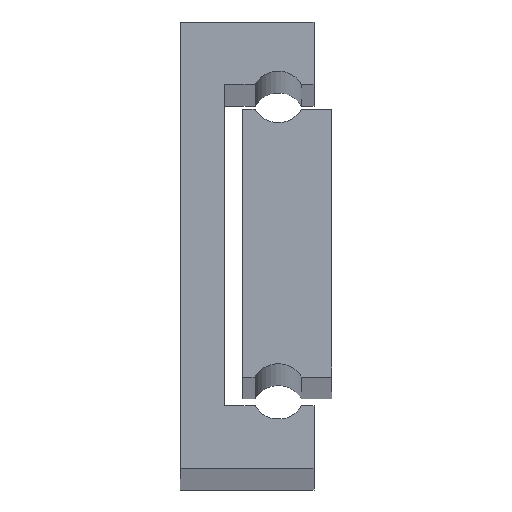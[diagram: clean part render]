
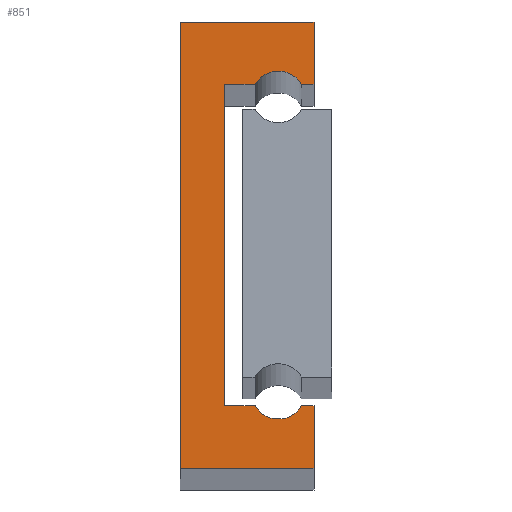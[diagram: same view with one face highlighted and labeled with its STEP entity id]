
A CAD part, top view. The second image highlights one B-rep face of the part: STEP entity #851.
In plain terms, the highlighted planar face has unit normal (0, 0, 1).
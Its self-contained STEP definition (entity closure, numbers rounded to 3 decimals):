
#62 = CARTESIAN_POINT ( 'NONE',  ( 11., 41.5, 700. ) ) ;
#68 = PLANE ( 'NONE',  #1973 ) ;
#75 = CARTESIAN_POINT ( 'NONE',  ( 15., 50., 700. ) ) ;
#90 = CARTESIAN_POINT ( 'NONE',  ( 5., 43., 700. ) ) ;
#130 = CARTESIAN_POINT ( 'NONE',  ( 15., 0., 700. ) ) ;
#184 = LINE ( 'NONE', #1241, #1614 ) ;
#212 = DIRECTION ( 'NONE',  ( -1., 0., 0. ) ) ;
#221 = CARTESIAN_POINT ( 'NONE',  ( 15., 7., 700. ) ) ;
#230 = CARTESIAN_POINT ( 'NONE',  ( 0., 50., 700. ) ) ;
#265 = CARTESIAN_POINT ( 'NONE',  ( 8.402, 43., 700. ) ) ;
#313 = EDGE_CURVE ( 'NONE', #1323, #782, #1427, .T. ) ;
#314 = ORIENTED_EDGE ( 'NONE', *, *, #952, .T. ) ;
#322 = EDGE_CURVE ( 'NONE', #391, #849, #765, .T. ) ;
#338 = CARTESIAN_POINT ( 'NONE',  ( 15., 50., 700. ) ) ;
#364 = EDGE_CURVE ( 'NONE', #654, #566, #1112, .T. ) ;
#366 = VECTOR ( 'NONE', #1011, 1000. ) ;
#391 = VERTEX_POINT ( 'NONE', #662 ) ;
#414 = CARTESIAN_POINT ( 'NONE',  ( 0., 0., 700. ) ) ;
#429 = VECTOR ( 'NONE', #1753, 1000. ) ;
#529 = CARTESIAN_POINT ( 'NONE',  ( 0., 50., 700. ) ) ;
#538 = CARTESIAN_POINT ( 'NONE',  ( 11., 41.5, 700. ) ) ;
#542 = DIRECTION ( 'NONE',  ( 1., 0., 0. ) ) ;
#558 = EDGE_CURVE ( 'NONE', #849, #1757, #1516, .T. ) ;
#566 = VERTEX_POINT ( 'NONE', #230 ) ;
#600 = VECTOR ( 'NONE', #650, 1000. ) ;
#602 = DIRECTION ( 'NONE',  ( 0., 1., 0. ) ) ;
#630 = CARTESIAN_POINT ( 'NONE',  ( 13.598, 7., 700. ) ) ;
#650 = DIRECTION ( 'NONE',  ( -1., 0., 0. ) ) ;
#654 = VERTEX_POINT ( 'NONE', #338 ) ;
#662 = CARTESIAN_POINT ( 'NONE',  ( 8.402, 43., 700. ) ) ;
#677 = LINE ( 'NONE', #75, #429 ) ;
#683 = DIRECTION ( 'NONE',  ( 0., 0., -1. ) ) ;
#688 = FACE_OUTER_BOUND ( 'NONE', #720, .T. ) ;
#695 = ORIENTED_EDGE ( 'NONE', *, *, #364, .T. ) ;
#698 = VECTOR ( 'NONE', #542, 1000. ) ;
#702 = DIRECTION ( 'NONE',  ( 0., 0., -1. ) ) ;
#720 = EDGE_LOOP ( 'NONE', ( #894, #1538, #946, #850, #314, #1731, #1305, #1719, #1883, #1790, #1555, #695 ) ) ;
#728 = LINE ( 'NONE', #265, #366 ) ;
#730 = VECTOR ( 'NONE', #975, 1000. ) ;
#765 = CIRCLE ( 'NONE', #1549, 3. ) ;
#782 = VERTEX_POINT ( 'NONE', #90 ) ;
#796 = VERTEX_POINT ( 'NONE', #1452 ) ;
#811 = CARTESIAN_POINT ( 'NONE',  ( 5., 7., 700. ) ) ;
#822 = LINE ( 'NONE', #1569, #600 ) ;
#849 = VERTEX_POINT ( 'NONE', #1441 ) ;
#850 = ORIENTED_EDGE ( 'NONE', *, *, #1683, .T. ) ;
#851 = ADVANCED_FACE ( 'NONE', ( #688 ), #68, .F. ) ;
#867 = CARTESIAN_POINT ( 'NONE',  ( 15., 43., 700. ) ) ;
#869 = CARTESIAN_POINT ( 'NONE',  ( 5., 7., 700. ) ) ;
#894 = ORIENTED_EDGE ( 'NONE', *, *, #1887, .T. ) ;
#901 = LINE ( 'NONE', #130, #979 ) ;
#904 = DIRECTION ( 'NONE',  ( 0., 0., -1. ) ) ;
#933 = CARTESIAN_POINT ( 'NONE',  ( 15., 7., 700. ) ) ;
#946 = ORIENTED_EDGE ( 'NONE', *, *, #1891, .T. ) ;
#952 = EDGE_CURVE ( 'NONE', #1588, #796, #1098, .T. ) ;
#975 = DIRECTION ( 'NONE',  ( -1., 0., 0. ) ) ;
#976 = DIRECTION ( 'NONE',  ( -1., 0., 0. ) ) ;
#979 = VECTOR ( 'NONE', #602, 1000. ) ;
#987 = LINE ( 'NONE', #221, #1302 ) ;
#1011 = DIRECTION ( 'NONE',  ( 1., 0., 0. ) ) ;
#1012 = VERTEX_POINT ( 'NONE', #1829 ) ;
#1025 = DIRECTION ( 'NONE',  ( 0., -1., 0. ) ) ;
#1093 = VERTEX_POINT ( 'NONE', #1525 ) ;
#1098 = CIRCLE ( 'NONE', #1271, 3. ) ;
#1112 = LINE ( 'NONE', #529, #730 ) ;
#1134 = EDGE_CURVE ( 'NONE', #1093, #1012, #184, .T. ) ;
#1224 = EDGE_CURVE ( 'NONE', #1757, #654, #677, .T. ) ;
#1241 = CARTESIAN_POINT ( 'NONE',  ( 0., 0., 700. ) ) ;
#1271 = AXIS2_PLACEMENT_3D ( 'NONE', #1348, #904, #1964 ) ;
#1302 = VECTOR ( 'NONE', #976, 1000. ) ;
#1305 = ORIENTED_EDGE ( 'NONE', *, *, #313, .T. ) ;
#1309 = DIRECTION ( 'NONE',  ( -1., 0., 0. ) ) ;
#1323 = VERTEX_POINT ( 'NONE', #869 ) ;
#1345 = EDGE_CURVE ( 'NONE', #782, #391, #728, .T. ) ;
#1348 = CARTESIAN_POINT ( 'NONE',  ( 11., 8.5, 700. ) ) ;
#1427 = LINE ( 'NONE', #811, #1880 ) ;
#1441 = CARTESIAN_POINT ( 'NONE',  ( 13.598, 43., 700. ) ) ;
#1452 = CARTESIAN_POINT ( 'NONE',  ( 8.402, 7., 700. ) ) ;
#1462 = VECTOR ( 'NONE', #1025, 1000. ) ;
#1515 = DIRECTION ( 'NONE',  ( 1., 0., 0. ) ) ;
#1516 = LINE ( 'NONE', #1758, #698 ) ;
#1525 = CARTESIAN_POINT ( 'NONE',  ( 0., 0., 700. ) ) ;
#1527 = VERTEX_POINT ( 'NONE', #933 ) ;
#1538 = ORIENTED_EDGE ( 'NONE', *, *, #1134, .T. ) ;
#1549 = AXIS2_PLACEMENT_3D ( 'NONE', #62, #683, #212 ) ;
#1555 = ORIENTED_EDGE ( 'NONE', *, *, #1224, .T. ) ;
#1569 = CARTESIAN_POINT ( 'NONE',  ( 8.402, 7., 700. ) ) ;
#1588 = VERTEX_POINT ( 'NONE', #630 ) ;
#1591 = DIRECTION ( 'NONE',  ( 0., 1., 0. ) ) ;
#1614 = VECTOR ( 'NONE', #1515, 1000. ) ;
#1624 = EDGE_CURVE ( 'NONE', #796, #1323, #822, .T. ) ;
#1683 = EDGE_CURVE ( 'NONE', #1527, #1588, #987, .T. ) ;
#1719 = ORIENTED_EDGE ( 'NONE', *, *, #1345, .T. ) ;
#1731 = ORIENTED_EDGE ( 'NONE', *, *, #1624, .T. ) ;
#1753 = DIRECTION ( 'NONE',  ( 0., 1., 0. ) ) ;
#1757 = VERTEX_POINT ( 'NONE', #867 ) ;
#1758 = CARTESIAN_POINT ( 'NONE',  ( 15., 43., 700. ) ) ;
#1790 = ORIENTED_EDGE ( 'NONE', *, *, #558, .T. ) ;
#1792 = LINE ( 'NONE', #414, #1462 ) ;
#1829 = CARTESIAN_POINT ( 'NONE',  ( 15., 0., 700. ) ) ;
#1880 = VECTOR ( 'NONE', #1591, 1000. ) ;
#1883 = ORIENTED_EDGE ( 'NONE', *, *, #322, .T. ) ;
#1887 = EDGE_CURVE ( 'NONE', #566, #1093, #1792, .T. ) ;
#1891 = EDGE_CURVE ( 'NONE', #1012, #1527, #901, .T. ) ;
#1964 = DIRECTION ( 'NONE',  ( 1., 0., 0. ) ) ;
#1973 = AXIS2_PLACEMENT_3D ( 'NONE', #538, #702, #1309 ) ;
